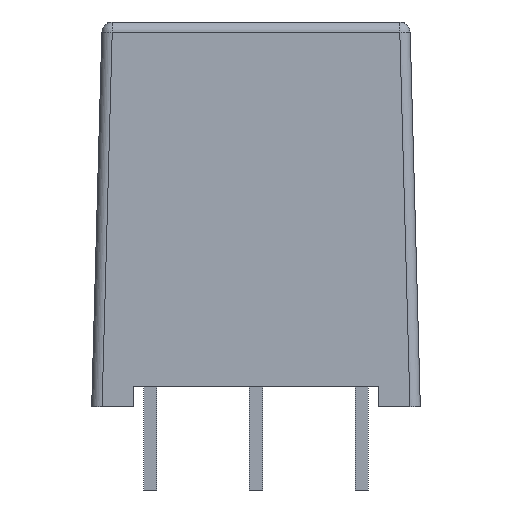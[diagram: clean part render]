
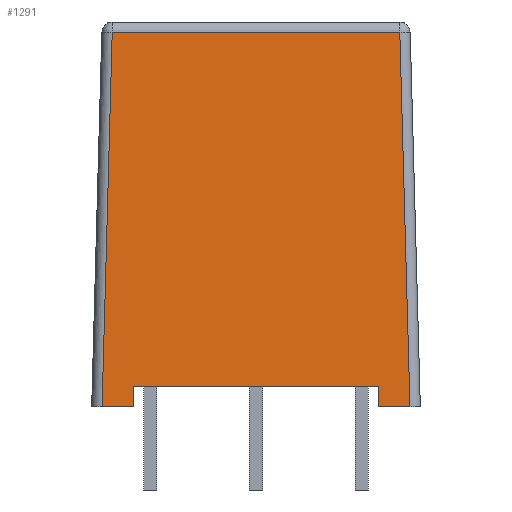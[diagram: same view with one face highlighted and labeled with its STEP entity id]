
A CAD part, left-side view. The second image highlights one B-rep face of the part: STEP entity #1291.
In plain terms, the highlighted planar face has unit normal (-1, 0, 0.027).
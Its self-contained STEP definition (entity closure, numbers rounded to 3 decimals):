
#729=CARTESIAN_POINT('',(-29.513,-6.913,18.014));
#730=VERTEX_POINT('',#729);
#788=CARTESIAN_POINT('',(-29.513,6.913,18.014));
#789=VERTEX_POINT('',#788);
#847=CARTESIAN_POINT('',(-30.,7.4,0.0));
#848=VERTEX_POINT('',#847);
#856=CARTESIAN_POINT('',(-30.,7.4,0.0));
#857=DIRECTION('',(0.027,-0.027,0.999));
#858=VECTOR('',#857,18.027);
#859=LINE('',#856,#858);
#860=EDGE_CURVE('',#848,#789,#859,.T.);
#878=CARTESIAN_POINT('',(-29.513,6.913,18.014));
#879=DIRECTION('',(0.0,-1.0,0.0));
#880=VECTOR('',#879,13.827);
#881=LINE('',#878,#880);
#882=EDGE_CURVE('',#789,#730,#881,.T.);
#975=CARTESIAN_POINT('',(-30.,-7.4,0.0));
#976=VERTEX_POINT('',#975);
#993=CARTESIAN_POINT('',(-29.513,-6.913,18.014));
#994=DIRECTION('',(-0.027,-0.027,-0.999));
#995=VECTOR('',#994,18.027);
#996=LINE('',#993,#995);
#997=EDGE_CURVE('',#730,#976,#996,.T.);
#1243=CARTESIAN_POINT('',(-29.75,0.,9.25));
#1244=DIRECTION('',(-1.,0.,0.027));
#1245=DIRECTION('',(0.027,0.0,1.));
#1246=AXIS2_PLACEMENT_3D('',#1243,#1244,#1245);
#1247=PLANE('',#1246);
#1248=ORIENTED_EDGE('',*,*,#860,.F.);
#1249=CARTESIAN_POINT('',(-30.,5.9,0.0));
#1250=VERTEX_POINT('',#1249);
#1251=CARTESIAN_POINT('',(-30.,5.9,0.0));
#1252=DIRECTION('',(0.0,1.0,0.0));
#1253=VECTOR('',#1252,1.5);
#1254=LINE('',#1251,#1253);
#1255=EDGE_CURVE('',#1250,#848,#1254,.T.);
#1256=ORIENTED_EDGE('',*,*,#1255,.F.);
#1257=CARTESIAN_POINT('',(-29.973,5.9,1.0));
#1258=VERTEX_POINT('',#1257);
#1259=CARTESIAN_POINT('',(-30.,5.9,0.0));
#1260=DIRECTION('',(0.027,0.0,1.));
#1261=VECTOR('',#1260,1.);
#1262=LINE('',#1259,#1261);
#1263=EDGE_CURVE('',#1250,#1258,#1262,.T.);
#1264=ORIENTED_EDGE('',*,*,#1263,.T.);
#1265=CARTESIAN_POINT('',(-29.973,-5.9,1.0));
#1266=VERTEX_POINT('',#1265);
#1267=CARTESIAN_POINT('',(-29.973,5.9,1.0));
#1268=DIRECTION('',(0.0,-1.0,0.0));
#1269=VECTOR('',#1268,11.8);
#1270=LINE('',#1267,#1269);
#1271=EDGE_CURVE('',#1258,#1266,#1270,.T.);
#1272=ORIENTED_EDGE('',*,*,#1271,.T.);
#1273=CARTESIAN_POINT('',(-30.,-5.9,0.0));
#1274=VERTEX_POINT('',#1273);
#1275=CARTESIAN_POINT('',(-29.973,-5.9,1.0));
#1276=DIRECTION('',(-0.027,0.0,-1.));
#1277=VECTOR('',#1276,1.);
#1278=LINE('',#1275,#1277);
#1279=EDGE_CURVE('',#1266,#1274,#1278,.T.);
#1280=ORIENTED_EDGE('',*,*,#1279,.T.);
#1281=CARTESIAN_POINT('',(-30.,-7.4,0.0));
#1282=DIRECTION('',(0.0,1.0,0.0));
#1283=VECTOR('',#1282,1.5);
#1284=LINE('',#1281,#1283);
#1285=EDGE_CURVE('',#976,#1274,#1284,.T.);
#1286=ORIENTED_EDGE('',*,*,#1285,.F.);
#1287=ORIENTED_EDGE('',*,*,#997,.F.);
#1288=ORIENTED_EDGE('',*,*,#882,.F.);
#1289=EDGE_LOOP('',(#1248,#1256,#1264,#1272,#1280,#1286,#1287,#1288));
#1290=FACE_OUTER_BOUND('',#1289,.T.);
#1291=ADVANCED_FACE('',(#1290),#1247,.T.);
